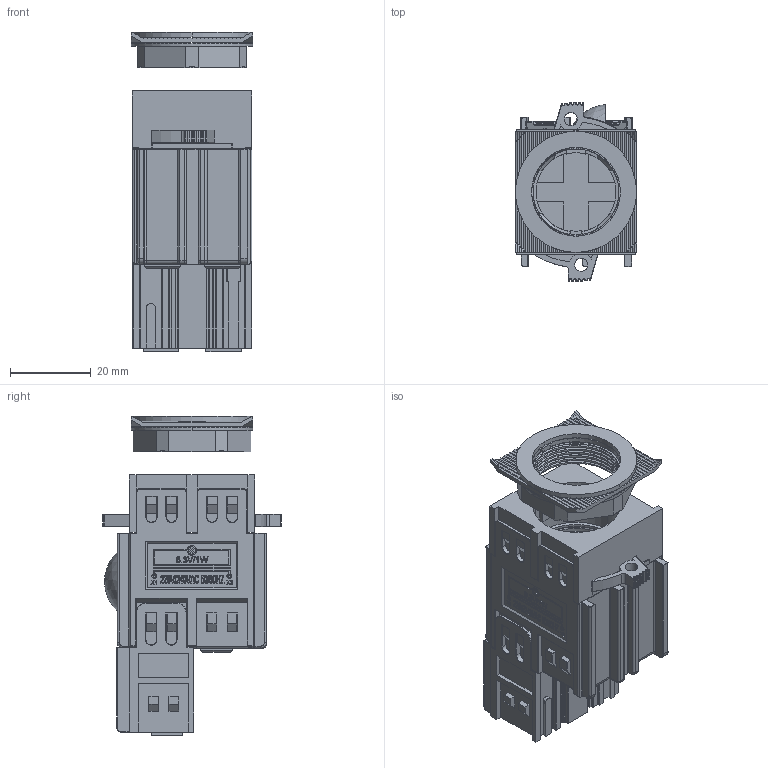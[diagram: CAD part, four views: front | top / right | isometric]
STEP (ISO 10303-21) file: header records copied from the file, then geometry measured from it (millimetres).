
FILE_DESCRIPTION((''),'2;1');
FILE_NAME('K22-27RF_AC_ASM','2024-12-14T16:59:33',('lk'),(''),'CREO PARAMETRIC BY PTC INC, 2021072','CREO PARAMETRIC BY PTC INC, 2021072','');
FILE_SCHEMA(('AP242_MANAGED_MODEL_BASED_3D_ENGINEERING_MIM_LF { 1 0 10303 442 1 1 4 }'));
Products named in the file (16): K22-24RF_AC-7; K22-24RF_AC-12; K22-24RF_AC-24; K22-24RF_AC-36; K22-24RF_AC-48; K22-24RF_AC-60; K22-24RF_AC-72; K22-24RF_AC-84; K22-24RF_AC-96; K22-24RF_AC-108; K22-24RF_AC-120; K22-24RF_AC-132; K22-24RF_AC-144; K22-24RF_AC-156; K22-27RF_AC_1_ASM; K22-27RF_AC_ASM
Assembly tree (15 placements, depth 3):
  K22-27RF_AC_ASM
    K22-27RF_AC_1_ASM
      K22-24RF_AC-7
      K22-24RF_AC-12
      K22-24RF_AC-24
      K22-24RF_AC-36
      K22-24RF_AC-48
      K22-24RF_AC-60
      K22-24RF_AC-72
      K22-24RF_AC-84
      K22-24RF_AC-96
      K22-24RF_AC-108
      K22-24RF_AC-120
      K22-24RF_AC-132
      K22-24RF_AC-144
      K22-24RF_AC-156
Bounding box: 30.18 x 44.3 x 79.13 mm (x, y, z)
Volume: 45080.1 mm3; surface area: 27021.6 mm2
Topology: 13 solids, 17 shells, 3824 faces, 10318 edges, 6522 vertices
Faces by surface type: plane 1824, cylinder 1112, extrusion 317, torus 296, sphere 141, bspline 120, cone 13, revolution 1
Entity records: 199606 total; most frequent: CARTESIAN_POINT 77522, ORIENTED_EDGE 20424, DIRECTION 17880, EDGE_CURVE 10212, VERTEX_POINT 6522, VECTOR 6139, AXIS2_PLACEMENT_3D 5870, LINE 5822
